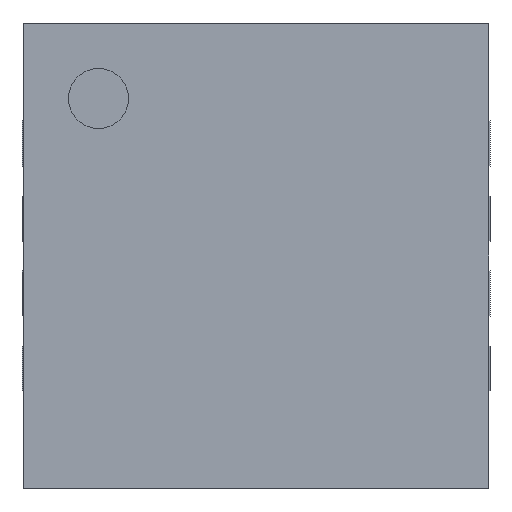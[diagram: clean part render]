
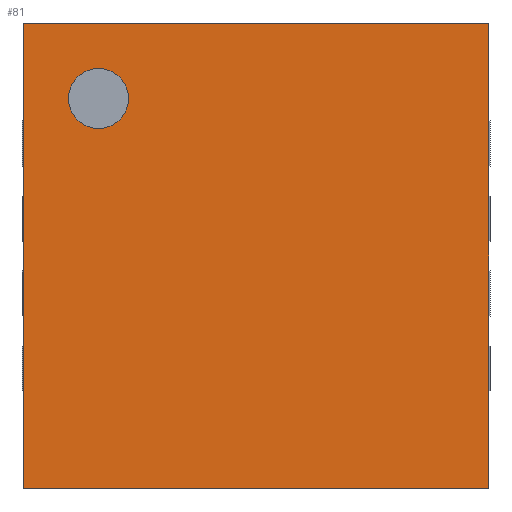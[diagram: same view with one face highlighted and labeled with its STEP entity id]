
A CAD part, front view. The second image highlights one B-rep face of the part: STEP entity #81.
In plain terms, the highlighted planar face has unit normal (0, -1, 0).
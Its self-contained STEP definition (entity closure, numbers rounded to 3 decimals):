
#25 = VERTEX_POINT ( 'NONE', #2059 ) ;
#26 = FACE_OUTER_BOUND ( 'NONE', #1073, .T. ) ;
#81 = ADVANCED_FACE ( 'NONE', ( #1725, #26 ), #2484, .T. ) ;
#141 = EDGE_LOOP ( 'NONE', ( #2139, #658 ) ) ;
#270 = EDGE_CURVE ( 'NONE', #1866, #326, #2684, .T. ) ;
#287 = DIRECTION ( 'NONE',  ( 0., -1., 0. ) ) ;
#301 = CARTESIAN_POINT ( 'NONE',  ( -1.05, -0.8, 1.25 ) ) ;
#326 = VERTEX_POINT ( 'NONE', #550 ) ;
#344 = DIRECTION ( 'NONE',  ( 0., 0., -1. ) ) ;
#474 = DIRECTION ( 'NONE',  ( 0., 0., -1. ) ) ;
#479 = AXIS2_PLACEMENT_3D ( 'NONE', #3491, #287, #344 ) ;
#486 = DIRECTION ( 'NONE',  ( 1., 0., 0. ) ) ;
#549 = ORIENTED_EDGE ( 'NONE', *, *, #1103, .F. ) ;
#550 = CARTESIAN_POINT ( 'NONE',  ( 1.55, -0.8, 1.55 ) ) ;
#598 = DIRECTION ( 'NONE',  ( 0., 0., 1. ) ) ;
#658 = ORIENTED_EDGE ( 'NONE', *, *, #1571, .T. ) ;
#664 = DIRECTION ( 'NONE',  ( 0., 1., 0. ) ) ;
#679 = CARTESIAN_POINT ( 'NONE',  ( -1.05, -0.8, 1.05 ) ) ;
#1002 = ORIENTED_EDGE ( 'NONE', *, *, #1344, .F. ) ;
#1073 = EDGE_LOOP ( 'NONE', ( #1719, #1002, #3221, #549 ) ) ;
#1103 = EDGE_CURVE ( 'NONE', #326, #25, #3341, .T. ) ;
#1125 = CARTESIAN_POINT ( 'NONE',  ( -1.05, -0.8, 1.05 ) ) ;
#1174 = VECTOR ( 'NONE', #2562, 1000. ) ;
#1205 = CARTESIAN_POINT ( 'NONE',  ( -1.05, -0.8, 0.85 ) ) ;
#1215 = EDGE_CURVE ( 'NONE', #25, #2407, #2960, .T. ) ;
#1344 = EDGE_CURVE ( 'NONE', #2407, #1866, #2543, .T. ) ;
#1496 = CARTESIAN_POINT ( 'NONE',  ( -1.55, -0.8, 1.55 ) ) ;
#1540 = AXIS2_PLACEMENT_3D ( 'NONE', #1125, #2208, #3292 ) ;
#1571 = EDGE_CURVE ( 'NONE', #1807, #3187, #1600, .T. ) ;
#1600 = CIRCLE ( 'NONE', #1540, 0.2 ) ;
#1719 = ORIENTED_EDGE ( 'NONE', *, *, #270, .F. ) ;
#1725 = FACE_BOUND ( 'NONE', #141, .T. ) ;
#1807 = VERTEX_POINT ( 'NONE', #1205 ) ;
#1848 = VECTOR ( 'NONE', #3262, 1000. ) ;
#1866 = VERTEX_POINT ( 'NONE', #1496 ) ;
#2059 = CARTESIAN_POINT ( 'NONE',  ( 1.55, -0.8, -1.55 ) ) ;
#2124 = CARTESIAN_POINT ( 'NONE',  ( 1.55, -0.8, -1.55 ) ) ;
#2139 = ORIENTED_EDGE ( 'NONE', *, *, #3427, .T. ) ;
#2208 = DIRECTION ( 'NONE',  ( 0., 1., 0. ) ) ;
#2249 = VECTOR ( 'NONE', #486, 1000. ) ;
#2252 = CARTESIAN_POINT ( 'NONE',  ( -1.55, -0.8, -2.55 ) ) ;
#2306 = VECTOR ( 'NONE', #474, 1000. ) ;
#2407 = VERTEX_POINT ( 'NONE', #2863 ) ;
#2484 = PLANE ( 'NONE',  #479 ) ;
#2543 = LINE ( 'NONE', #2252, #1174 ) ;
#2562 = DIRECTION ( 'NONE',  ( 0., 0., 1. ) ) ;
#2633 = AXIS2_PLACEMENT_3D ( 'NONE', #679, #664, #598 ) ;
#2684 = LINE ( 'NONE', #3188, #2249 ) ;
#2696 = CIRCLE ( 'NONE', #2633, 0.2 ) ;
#2863 = CARTESIAN_POINT ( 'NONE',  ( -1.55, -0.8, -1.55 ) ) ;
#2943 = CARTESIAN_POINT ( 'NONE',  ( 1.55, -0.8, 1.55 ) ) ;
#2960 = LINE ( 'NONE', #2124, #1848 ) ;
#3187 = VERTEX_POINT ( 'NONE', #301 ) ;
#3188 = CARTESIAN_POINT ( 'NONE',  ( -1.55, -0.8, 1.55 ) ) ;
#3221 = ORIENTED_EDGE ( 'NONE', *, *, #1215, .F. ) ;
#3262 = DIRECTION ( 'NONE',  ( -1., 0., 0. ) ) ;
#3292 = DIRECTION ( 'NONE',  ( 0., 0., 1. ) ) ;
#3341 = LINE ( 'NONE', #2943, #2306 ) ;
#3427 = EDGE_CURVE ( 'NONE', #3187, #1807, #2696, .T. ) ;
#3491 = CARTESIAN_POINT ( 'NONE',  ( -1.55, -0.8, 1.55 ) ) ;
